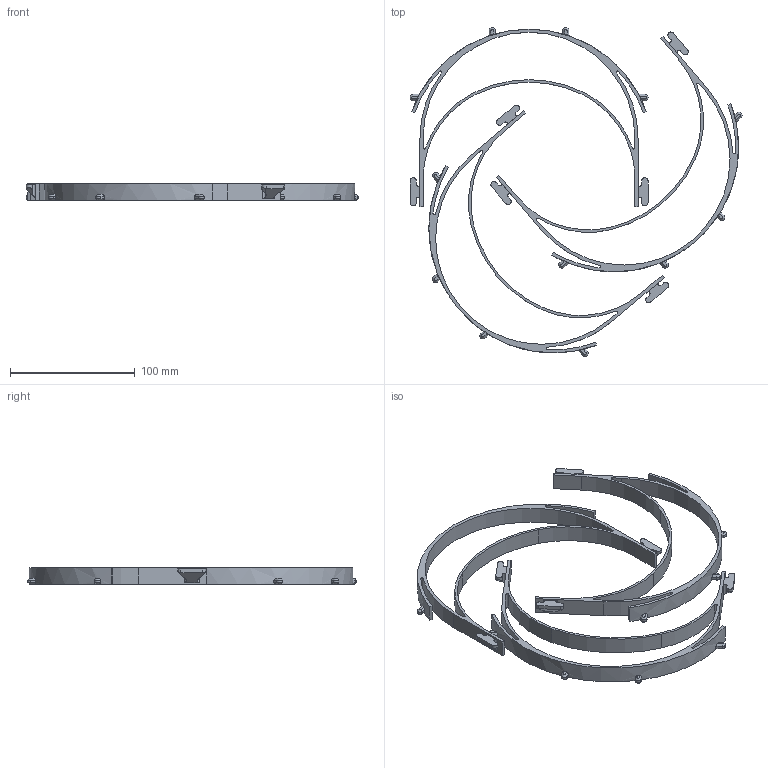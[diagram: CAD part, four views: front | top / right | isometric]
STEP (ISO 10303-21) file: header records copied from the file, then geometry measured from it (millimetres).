
FILE_DESCRIPTION(/* description */ (''),/* implementation_level */ '2;1');
FILE_NAME(/* name */ 'covid19-rc3-enhanced-3pc-nonstack v2.step',/* time_stamp */ '2020-04-16T13:38:58-04:00',/* author */ (''),/* organization */ (''),/* preprocessor_version */ 'ST-DEVELOPER v18',/* originating_system */ 'Autodesk Translation Framework v8.12.0.6',/* authorisation */ '');
FILE_SCHEMA (('AUTOMOTIVE_DESIGN { 1 0 10303 214 3 1 1 }'));
Length unit declared in the file: millimetre
Products named in the file (2): covid19-rc3-enhanced-3pc-nonstack; Component2
Assembly tree (1 placements, depth 2):
  covid19-rc3-enhanced-3pc-nonstack
    Component2
Bounding box: 266.42 x 263.84 x 13.5 mm (x, y, z)
Volume: 82389 mm3; surface area: 69978.7 mm2
Topology: 3 solids, 3 shells, 270 faces, 726 edges, 468 vertices
Faces by surface type: plane 162, cylinder 84, cone 24
Entity records: 8557 total; most frequent: DIRECTION 1560, CARTESIAN_POINT 1467, ORIENTED_EDGE 1452, EDGE_CURVE 726, AXIS2_PLACEMENT_3D 561, VERTEX_POINT 468, LINE 438, VECTOR 438
